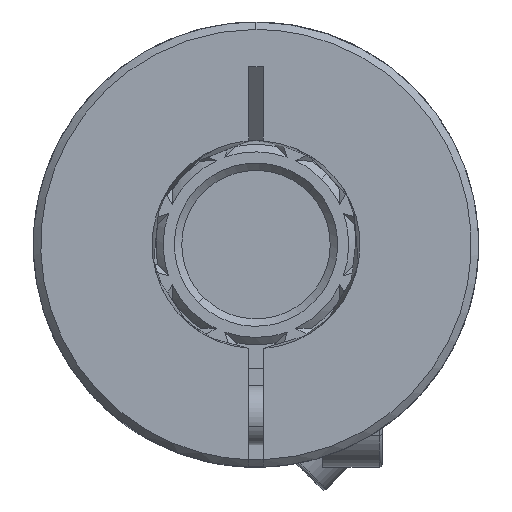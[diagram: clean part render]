
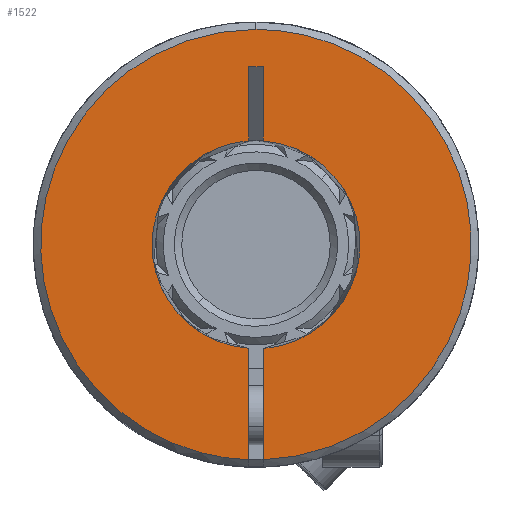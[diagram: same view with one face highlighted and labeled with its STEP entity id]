
A CAD part, front view. The second image highlights one B-rep face of the part: STEP entity #1522.
In plain terms, the highlighted free-form (B-spline) face has degree [1, 1] with [2, 2] control points.
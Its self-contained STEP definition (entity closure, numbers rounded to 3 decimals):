
#295 = EDGE_CURVE('',#296,#298,#300,.T.);
#296 = VERTEX_POINT('',#297);
#297 = CARTESIAN_POINT('',(5.194,8.526,54.666
    ));
#298 = VERTEX_POINT('',#299);
#299 = CARTESIAN_POINT('',(4.609,8.526,20.786
    ));
#300 = ( BOUNDED_CURVE() B_SPLINE_CURVE(2,(#301,#302,#303,#304,#305),
.UNSPECIFIED.,.F.,.F.) B_SPLINE_CURVE_WITH_KNOTS((3,2,3),(0.,
1.554,3.107),.PIECEWISE_BEZIER_KNOTS.) CURVE() 
GEOMETRIC_REPRESENTATION_ITEM() RATIONAL_B_SPLINE_CURVE((1.,
0.713,1.,0.713,1.)) REPRESENTATION_ITEM('') );
#301 = CARTESIAN_POINT('',(5.194,8.526,54.666
    ));
#302 = CARTESIAN_POINT('',(-11.462,8.526,
    54.666));
#303 = CARTESIAN_POINT('',(-11.749,8.526,
    38.013));
#304 = CARTESIAN_POINT('',(-12.036,8.526,
    21.361));
#305 = CARTESIAN_POINT('',(4.609,8.526,20.786
    ));
#567 = VERTEX_POINT('',#568);
#568 = CARTESIAN_POINT('',(5.778,8.526,45.88
    ));
#575 = EDGE_CURVE('',#567,#576,#578,.T.);
#576 = VERTEX_POINT('',#577);
#577 = CARTESIAN_POINT('',(5.778,8.526,29.562
    ));
#578 = ( BOUNDED_CURVE() B_SPLINE_CURVE(2,(#579,#580,#581,#582,#583),
.UNSPECIFIED.,.F.,.F.) B_SPLINE_CURVE_WITH_KNOTS((3,2,3),(
    0.071,1.571,3.07),
.PIECEWISE_BEZIER_KNOTS.) CURVE() GEOMETRIC_REPRESENTATION_ITEM() 
RATIONAL_B_SPLINE_CURVE((1.,0.732,1.,0.732,1.)) 
REPRESENTATION_ITEM('') );
#579 = CARTESIAN_POINT('',(5.778,8.526,45.88
    ));
#580 = CARTESIAN_POINT('',(13.374,8.526,
    45.336));
#581 = CARTESIAN_POINT('',(13.374,8.526,
    37.721));
#582 = CARTESIAN_POINT('',(13.374,8.526,
    30.106));
#583 = CARTESIAN_POINT('',(5.778,8.526,29.562
    ));
#1378 = VERTEX_POINT('',#1379);
#1379 = CARTESIAN_POINT('',(4.609,8.526,
    29.562));
#1384 = EDGE_CURVE('',#1378,#298,#1385,.T.);
#1385 = B_SPLINE_CURVE_WITH_KNOTS('',1,(#1386,#1387),.UNSPECIFIED.,.F.,
  .F.,(2,2),(-8.018,-0.509),.PIECEWISE_BEZIER_KNOTS.);
#1386 = CARTESIAN_POINT('',(4.609,8.526,
    29.562));
#1387 = CARTESIAN_POINT('',(4.609,8.526,
    20.786));
#1412 = VERTEX_POINT('',#1413);
#1413 = CARTESIAN_POINT('',(5.778,8.526,
    20.786));
#1420 = EDGE_CURVE('',#576,#1412,#1421,.T.);
#1421 = B_SPLINE_CURVE_WITH_KNOTS('',1,(#1422,#1423),.UNSPECIFIED.,.F.,
  .F.,(2,2),(-8.018,-0.509),.PIECEWISE_BEZIER_KNOTS.);
#1422 = CARTESIAN_POINT('',(5.778,8.526,
    29.562));
#1423 = CARTESIAN_POINT('',(5.778,8.526,
    20.786));
#1522 = ADVANCED_FACE('',(#1523),#1566,.F.);
#1523 = FACE_BOUND('',#1524,.T.);
#1524 = EDGE_LOOP('',(#1525,#1526,#1534,#1535,#1536,#1546,#1553,#1560,
    #1565));
#1525 = ORIENTED_EDGE('',*,*,#1420,.T.);
#1526 = ORIENTED_EDGE('',*,*,#1527,.T.);
#1527 = EDGE_CURVE('',#1412,#296,#1528,.T.);
#1528 = ( BOUNDED_CURVE() B_SPLINE_CURVE(2,(#1529,#1530,#1531,#1532,
#1533),.UNSPECIFIED.,.F.,.F.) B_SPLINE_CURVE_WITH_KNOTS((3,2,3),(
    3.176,4.73,6.283),
.PIECEWISE_BEZIER_KNOTS.) CURVE() GEOMETRIC_REPRESENTATION_ITEM() 
RATIONAL_B_SPLINE_CURVE((1.,0.713,1.,0.713,1.)) 
REPRESENTATION_ITEM('') );
#1529 = CARTESIAN_POINT('',(5.778,8.526,
    20.786));
#1530 = CARTESIAN_POINT('',(22.423,8.526,
    21.361));
#1531 = CARTESIAN_POINT('',(22.136,8.526,
    38.013));
#1532 = CARTESIAN_POINT('',(21.849,8.526,
    54.666));
#1533 = CARTESIAN_POINT('',(5.194,8.526,
    54.666));
#1534 = ORIENTED_EDGE('',*,*,#295,.T.);
#1535 = ORIENTED_EDGE('',*,*,#1384,.F.);
#1536 = ORIENTED_EDGE('',*,*,#1537,.T.);
#1537 = EDGE_CURVE('',#1378,#1538,#1540,.T.);
#1538 = VERTEX_POINT('',#1539);
#1539 = CARTESIAN_POINT('',(4.609,8.526,
    45.88));
#1540 = ( BOUNDED_CURVE() B_SPLINE_CURVE(2,(#1541,#1542,#1543,#1544,
#1545),.UNSPECIFIED.,.F.,.F.) B_SPLINE_CURVE_WITH_KNOTS((3,2,3),(
    3.213,4.712,6.212),
.PIECEWISE_BEZIER_KNOTS.) CURVE() GEOMETRIC_REPRESENTATION_ITEM() 
RATIONAL_B_SPLINE_CURVE((1.,0.732,1.,0.732,1.)) 
REPRESENTATION_ITEM('') );
#1541 = CARTESIAN_POINT('',(4.609,8.526,
    29.562));
#1542 = CARTESIAN_POINT('',(-2.987,8.526,
    30.106));
#1543 = CARTESIAN_POINT('',(-2.987,8.526,
    37.721));
#1544 = CARTESIAN_POINT('',(-2.987,8.526,
    45.336));
#1545 = CARTESIAN_POINT('',(4.609,8.526,
    45.88));
#1546 = ORIENTED_EDGE('',*,*,#1547,.F.);
#1547 = EDGE_CURVE('',#1548,#1538,#1550,.T.);
#1548 = VERTEX_POINT('',#1549);
#1549 = CARTESIAN_POINT('',(4.609,8.526,
    51.744));
#1550 = B_SPLINE_CURVE_WITH_KNOTS('',1,(#1551,#1552),.UNSPECIFIED.,.F.,
  .F.,(2,2),(-27.,-21.982),.PIECEWISE_BEZIER_KNOTS.);
#1551 = CARTESIAN_POINT('',(4.609,8.526,
    51.744));
#1552 = CARTESIAN_POINT('',(4.609,8.526,
    45.88));
#1553 = ORIENTED_EDGE('',*,*,#1554,.F.);
#1554 = EDGE_CURVE('',#1555,#1548,#1557,.T.);
#1555 = VERTEX_POINT('',#1556);
#1556 = CARTESIAN_POINT('',(5.778,8.526,
    51.744));
#1557 = B_SPLINE_CURVE_WITH_KNOTS('',1,(#1558,#1559),.UNSPECIFIED.,.F.,
  .F.,(2,2),(0.,1.),.PIECEWISE_BEZIER_KNOTS.);
#1558 = CARTESIAN_POINT('',(5.778,8.526,
    51.744));
#1559 = CARTESIAN_POINT('',(4.609,8.526,
    51.744));
#1560 = ORIENTED_EDGE('',*,*,#1561,.T.);
#1561 = EDGE_CURVE('',#1555,#567,#1562,.T.);
#1562 = B_SPLINE_CURVE_WITH_KNOTS('',1,(#1563,#1564),.UNSPECIFIED.,.F.,
  .F.,(2,2),(-27.,-21.982),.PIECEWISE_BEZIER_KNOTS.);
#1563 = CARTESIAN_POINT('',(5.778,8.526,
    51.744));
#1564 = CARTESIAN_POINT('',(5.778,8.526,
    45.88));
#1565 = ORIENTED_EDGE('',*,*,#575,.T.);
#1566 = B_SPLINE_SURFACE_WITH_KNOTS('',1,1,(
    (#1567,#1568)
    ,(#1569,#1570
    )),.UNSPECIFIED.,.F.,.F.,.F.,(2,2),(2,2),(-14.491,14.5),(
    -14.5,14.5),.PIECEWISE_BEZIER_KNOTS.);
#1567 = CARTESIAN_POINT('',(-11.751,8.526,
    20.786));
#1568 = CARTESIAN_POINT('',(22.138,8.526,
    20.786));
#1569 = CARTESIAN_POINT('',(-11.751,8.526,
    54.666));
#1570 = CARTESIAN_POINT('',(22.138,8.526,
    54.666));
